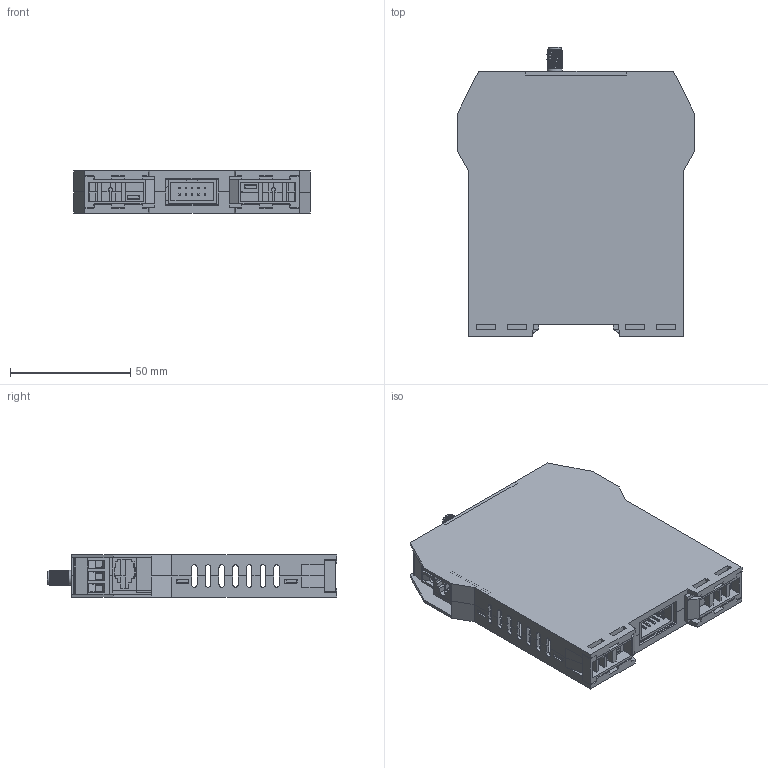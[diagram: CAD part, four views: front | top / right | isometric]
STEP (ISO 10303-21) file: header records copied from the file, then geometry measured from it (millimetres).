
FILE_DESCRIPTION(/* description */ ('','CAx-IF Rec.Pracs.---Representation and Presentation of Product Manufacturing Information (PMI)---3.8---2014-02-18'),/* implementation_level */ '2;1');
FILE_NAME(/* name */ 'Z-LINK-LO.stp',/* time_stamp */ '2017-03-13T15:44:48+01:00',/* author */ ('teso'),/* organization */ (''),/* preprocessor_version */ 'ST-DEVELOPER v16.5',/* originating_system */ 'Autodesk Inventor 2017',/* authorisation */ '');
FILE_SCHEMA (('AP242_MANAGED_MODEL_BASED_3D_ENGINEERING_MIM_LF { 1 0 10303 442 1 1 4 }'));
Length unit declared in the file: millimetre
Products named in the file (14): Z-LINK-LO; contenitore; gancio fissaggio; connettore bus; Coperchio-ant.; Fix1_MIR4; MSTB_2.5_3-ST-5.08; MSTB_2.5_3-ST-5.08_MIR2; Parte12; RJ22-V; RJ22-V1; RJ22-V2; RJ22-V3; innesto antenna
Assembly tree (15 placements, depth 3):
  Z-LINK-LO
    contenitore  x2
    gancio fissaggio
    connettore bus
    Coperchio-ant.
    Fix1_MIR4
    MSTB_2.5_3-ST-5.08  x2
    MSTB_2.5_3-ST-5.08_MIR2
    Parte12
    RJ22-V
      RJ22-V1
      RJ22-V2
      RJ22-V3
    innesto antenna
Bounding box: 98.5 x 120.15 x 17.5 mm (x, y, z)
Volume: 49553.8 mm3; surface area: 67403.5 mm2
Topology: 14 solids, 14 shells, 1488 faces, 4002 edges, 2615 vertices
Faces by surface type: plane 1251, cylinder 231, cone 4, bspline 2
Full cylindrical faces by diameter (mm): 0.609 x3, 1.4 x9, 1.5 x4, 1.6 x4, 2.8 x9, 3 x4, 3.783 x9, 4 x9, 4.56 x1, 5.4 x1, 6.3 x2
Entity records: 32306 total; most frequent: CARTESIAN_POINT 7579, ORIENTED_EDGE 4998, DIRECTION 4807, EDGE_CURVE 2499, LINE 2161, VECTOR 2161, VERTEX_POINT 1648, AXIS2_PLACEMENT_3D 1323
